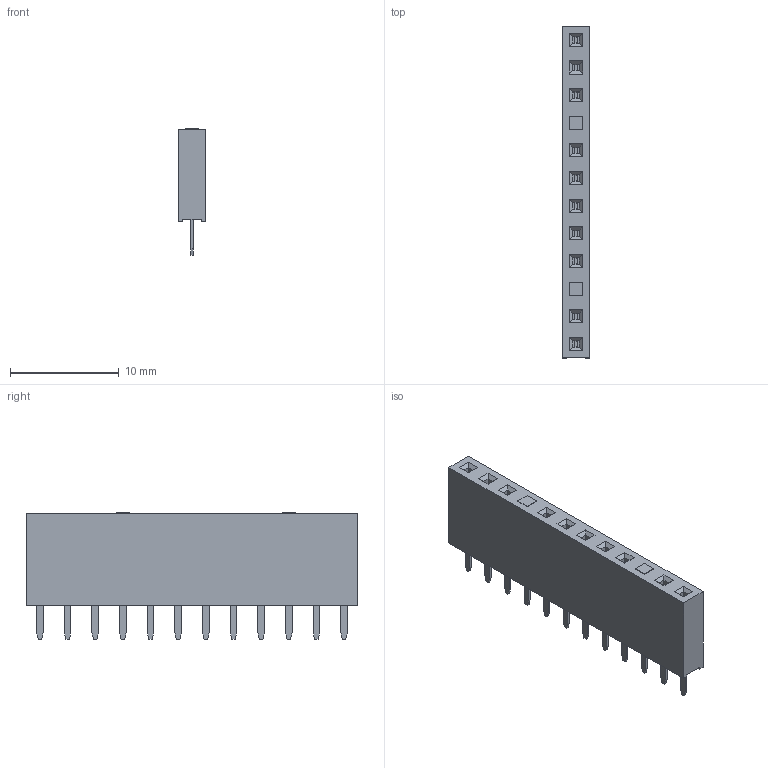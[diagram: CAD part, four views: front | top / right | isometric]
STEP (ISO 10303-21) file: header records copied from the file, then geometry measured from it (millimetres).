
FILE_DESCRIPTION(('FreeCAD Model'),'2;1');
FILE_NAME('Open CASCADE Shape Model','2025-10-27T21:08:33',(''),(''), 'Open CASCADE STEP processor 7.7','FreeCAD','Unknown');
FILE_SCHEMA(('AUTOMOTIVE_DESIGN { 1 0 10303 214 1 1 1 1 }'));
Length unit declared in the file: millimetre
Products named in the file (4): Unnamed; PinSocket_1x12_P2.54mm_Vertical; Plastic_pin001; Plastic_pin002
Assembly tree (3 placements, depth 2):
  Unnamed
    PinSocket_1x12_P2.54mm_Vertical
    Plastic_pin001
    Plastic_pin002
Bounding box: 2.54 x 30.48 x 11.65 mm (x, y, z)
Volume: 623.8 mm3; surface area: 1052 mm2
Topology: 3 solids, 3 shells, 360 faces, 920 edges, 592 vertices
Faces by surface type: plane 360
Entity records: 12010 total; most frequent: CARTESIAN_POINT 1876, ORIENTED_EDGE 1840, DIRECTION 1648, EDGE_CURVE 920, LINE 920, VECTOR 920, VERTEX_POINT 592, FACE_BOUND 386
